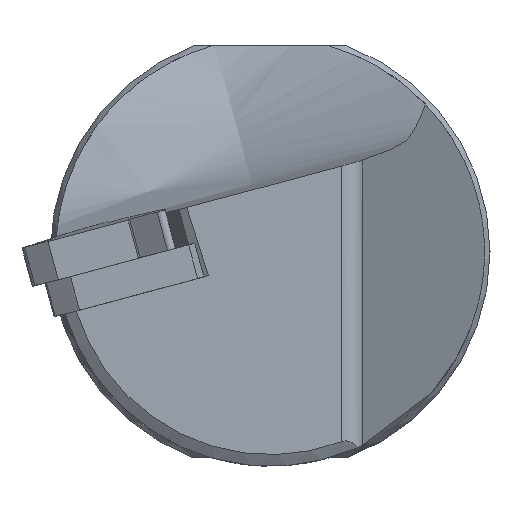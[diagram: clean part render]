
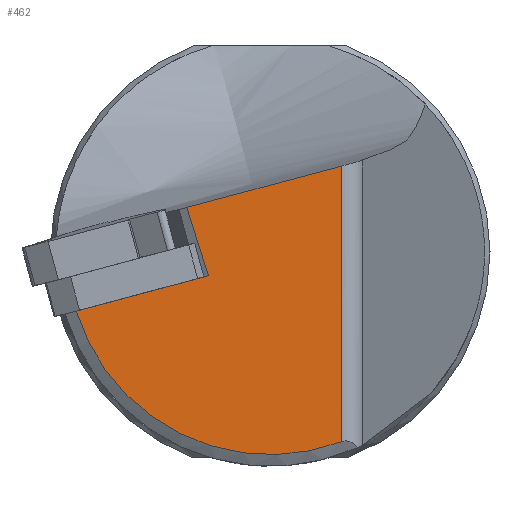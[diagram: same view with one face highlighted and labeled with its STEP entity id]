
A CAD part, left-side view. The second image highlights one B-rep face of the part: STEP entity #462.
In plain terms, the highlighted planar face has unit normal (-1, 0, 0).
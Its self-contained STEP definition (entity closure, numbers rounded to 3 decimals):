
#42=B_SPLINE_CURVE_WITH_KNOTS('',3,(#1758,#1759,#1760,#1761,#1762,#1763,
#1764),.UNSPECIFIED.,.F.,.F.,(4,3,4),(0.,0.141,1.),
 .UNSPECIFIED.);
#462=ADVANCED_FACE('',(#544),#499,.T.);
#499=PLANE('',#1312);
#544=FACE_OUTER_BOUND('',#594,.T.);
#594=EDGE_LOOP('',(#797,#798,#799,#800,#801,#802));
#618=CIRCLE('',#1287,18.445);
#797=ORIENTED_EDGE('',*,*,#1058,.F.);
#798=ORIENTED_EDGE('',*,*,#1013,.F.);
#799=ORIENTED_EDGE('',*,*,#1059,.T.);
#800=ORIENTED_EDGE('',*,*,#1018,.T.);
#801=ORIENTED_EDGE('',*,*,#1057,.T.);
#802=ORIENTED_EDGE('',*,*,#1034,.F.);
#915=VERTEX_POINT('',#1657);
#916=VERTEX_POINT('',#1658);
#920=VERTEX_POINT('',#1682);
#921=VERTEX_POINT('',#1684);
#935=VERTEX_POINT('',#1757);
#936=VERTEX_POINT('',#1765);
#1013=EDGE_CURVE('',#915,#916,#1134,.T.);
#1018=EDGE_CURVE('',#921,#920,#618,.T.);
#1034=EDGE_CURVE('',#935,#936,#42,.T.);
#1057=EDGE_CURVE('',#920,#936,#1145,.T.);
#1058=EDGE_CURVE('',#916,#935,#1146,.T.);
#1059=EDGE_CURVE('',#915,#921,#1147,.T.);
#1134=LINE('',#1656,#1217);
#1145=LINE('',#2135,#1228);
#1146=LINE('',#2137,#1229);
#1147=LINE('',#2138,#1230);
#1217=VECTOR('',#1421,1.);
#1228=VECTOR('',#1484,1.);
#1229=VECTOR('',#1487,1.);
#1230=VECTOR('',#1488,1.);
#1287=AXIS2_PLACEMENT_3D('',#1683,#1428,#1429);
#1312=AXIS2_PLACEMENT_3D('',#2139,#1489,#1490);
#1421=DIRECTION('',(0.,-0.966,0.259));
#1428=DIRECTION('',(-1.,0.,0.));
#1429=DIRECTION('',(0.,1.,0.));
#1484=DIRECTION('',(0.,0.,1.));
#1487=DIRECTION('',(0.,0.302,0.953));
#1488=DIRECTION('',(0.,0.966,-0.259));
#1489=DIRECTION('',(-1.,0.,0.));
#1490=DIRECTION('',(0.,1.,0.));
#1656=CARTESIAN_POINT('',(0.591,-85.641,22.295));
#1657=CARTESIAN_POINT('',(0.591,6.279,-2.335));
#1658=CARTESIAN_POINT('',(0.591,5.629,-2.161));
#1682=CARTESIAN_POINT('',(0.591,-6.465,-17.275));
#1683=CARTESIAN_POINT('',(0.591,0.,0.));
#1684=CARTESIAN_POINT('',(0.591,17.643,-5.38));
#1757=CARTESIAN_POINT('',(0.591,7.596,4.043));
#1758=CARTESIAN_POINT('',(0.591,7.596,4.043));
#1759=CARTESIAN_POINT('',(0.591,6.935,4.221));
#1760=CARTESIAN_POINT('',(0.591,6.273,4.398));
#1761=CARTESIAN_POINT('',(0.591,5.611,4.575));
#1762=CARTESIAN_POINT('',(0.591,1.585,5.654));
#1763=CARTESIAN_POINT('',(0.591,-2.44,6.733));
#1764=CARTESIAN_POINT('',(0.591,-6.465,7.811));
#1765=CARTESIAN_POINT('',(0.591,-6.465,7.811));
#2135=CARTESIAN_POINT('',(0.591,-6.465,416.554));
#2137=CARTESIAN_POINT('',(0.591,127.599,382.43));
#2138=CARTESIAN_POINT('',(0.591,-85.641,22.295));
#2139=CARTESIAN_POINT('',(0.591,20.,416.554));
